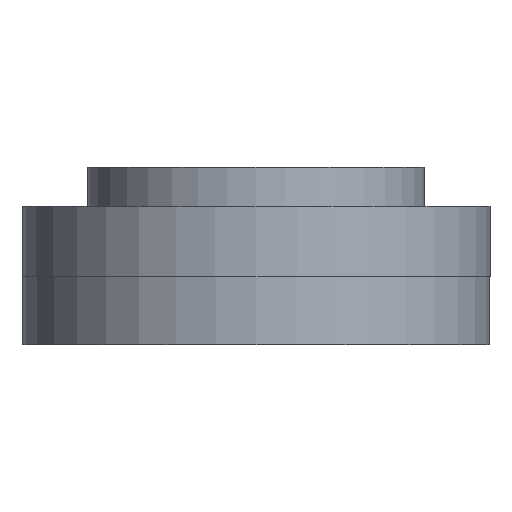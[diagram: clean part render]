
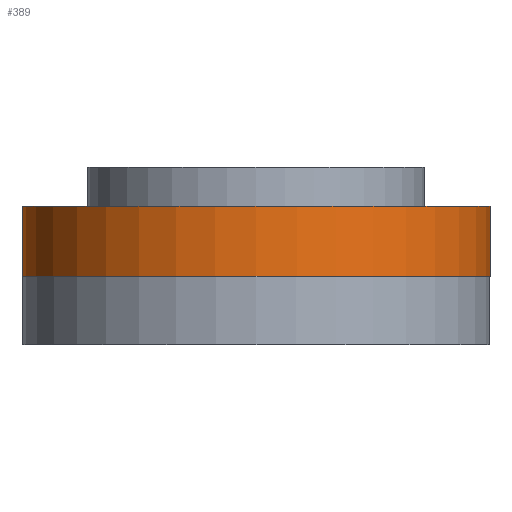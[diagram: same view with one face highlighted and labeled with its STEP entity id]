
A CAD part, front view. The second image highlights one B-rep face of the part: STEP entity #389.
In plain terms, the highlighted cylindrical face has radius 7.5 mm (diameter 15 mm), a full revolution.
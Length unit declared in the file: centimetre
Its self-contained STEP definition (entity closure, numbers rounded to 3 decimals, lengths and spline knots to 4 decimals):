
#85=VERTEX_POINT('',#745);
#86=VERTEX_POINT('',#747);
#117=CIRCLE('',#455,0.75);
#118=CIRCLE('',#456,0.75);
#151=EDGE_CURVE('',#85,#85,#117,.T.);
#152=EDGE_CURVE('',#86,#86,#118,.T.);
#215=ORIENTED_EDGE('',*,*,#151,.T.);
#216=ORIENTED_EDGE('',*,*,#152,.T.);
#283=EDGE_LOOP('',(#215));
#284=EDGE_LOOP('',(#216));
#351=FACE_BOUND('',#283,.T.);
#352=FACE_BOUND('',#284,.T.);
#389=ADVANCED_FACE('',(#351,#352),#765,.T.);
#454=AXIS2_PLACEMENT_3D('',#743,#566,#567);
#455=AXIS2_PLACEMENT_3D('',#744,#568,#569);
#456=AXIS2_PLACEMENT_3D('',#746,#570,#571);
#566=DIRECTION('',(0.,0.,1.));
#567=DIRECTION('',(0.75,0.,0.));
#568=DIRECTION('',(0.,0.,-1.));
#569=DIRECTION('',(0.75,0.,0.));
#570=DIRECTION('',(0.,0.,1.));
#571=DIRECTION('',(0.75,0.,0.));
#743=CARTESIAN_POINT('',(0.,0.,0.));
#744=CARTESIAN_POINT('',(0.,0.,0.225));
#745=CARTESIAN_POINT('',(0.75,0.,0.225));
#746=CARTESIAN_POINT('',(0.,0.,0.));
#747=CARTESIAN_POINT('',(0.75,0.,0.));
#765=CYLINDRICAL_SURFACE('',#454,0.75);
